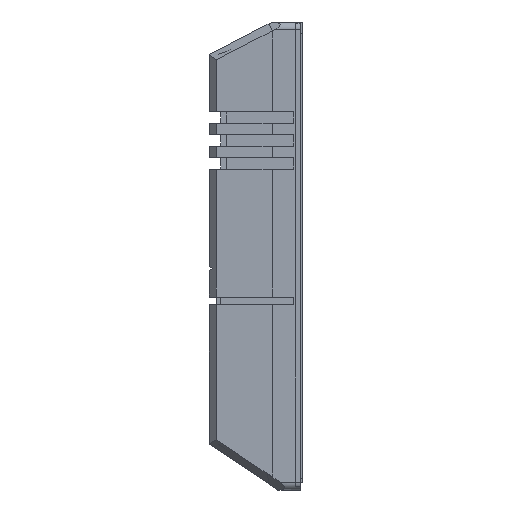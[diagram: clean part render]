
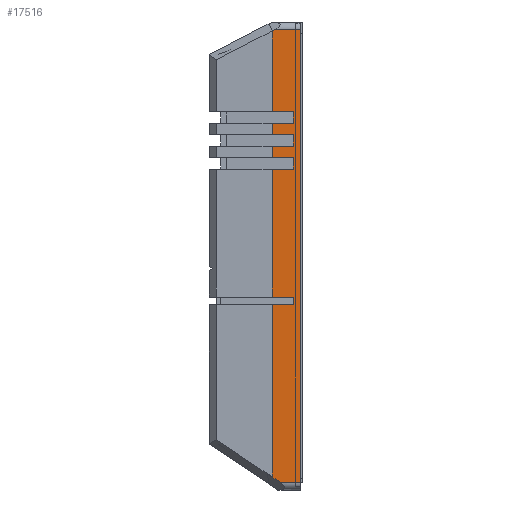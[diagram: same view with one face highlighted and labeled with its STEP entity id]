
A CAD part, left-side view. The second image highlights one B-rep face of the part: STEP entity #17516.
In plain terms, the highlighted planar face has unit normal (-0.997, 0.079, 0).
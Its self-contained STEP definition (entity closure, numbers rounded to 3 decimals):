
#1371=FACE_OUTER_BOUND('',#2360,.T.);
#2360=EDGE_LOOP('',(#13173,#13174,#13175,#13176,#13177,#13178,#13179,#13180,
#13181,#13182,#13183,#13184,#13185,#13186,#13187,#13188,#13189,#13190,#13191,
#13192,#13193,#13194,#13195));
#3504=LINE('',#23744,#5472);
#3902=LINE('',#25419,#5870);
#3928=LINE('',#25480,#5896);
#3936=LINE('',#25501,#5904);
#3937=LINE('',#25505,#5905);
#3938=LINE('',#25507,#5906);
#3939=LINE('',#25509,#5907);
#3940=LINE('',#25511,#5908);
#3941=LINE('',#25513,#5909);
#3942=LINE('',#25515,#5910);
#3943=LINE('',#25517,#5911);
#3944=LINE('',#25519,#5912);
#3945=LINE('',#25521,#5913);
#3946=LINE('',#25523,#5914);
#3947=LINE('',#25525,#5915);
#3948=LINE('',#25527,#5916);
#3949=LINE('',#25529,#5917);
#3950=LINE('',#25530,#5918);
#3951=LINE('',#25532,#5919);
#3952=LINE('',#25534,#5920);
#3953=LINE('',#25536,#5921);
#3954=LINE('',#25538,#5922);
#3955=LINE('',#25539,#5923);
#5472=VECTOR('',#19868,1000.);
#5870=VECTOR('',#20686,1000.);
#5896=VECTOR('',#20734,10.);
#5904=VECTOR('',#20754,10.);
#5905=VECTOR('',#20759,1000.);
#5906=VECTOR('',#20760,1000.);
#5907=VECTOR('',#20761,1000.);
#5908=VECTOR('',#20762,1000.);
#5909=VECTOR('',#20763,1000.);
#5910=VECTOR('',#20764,1000.);
#5911=VECTOR('',#20765,1000.);
#5912=VECTOR('',#20766,1000.);
#5913=VECTOR('',#20767,1000.);
#5914=VECTOR('',#20768,1000.);
#5915=VECTOR('',#20769,1000.);
#5916=VECTOR('',#20770,1000.);
#5917=VECTOR('',#20771,1000.);
#5918=VECTOR('',#20772,1000.);
#5919=VECTOR('',#20773,1000.);
#5920=VECTOR('',#20774,1000.);
#5921=VECTOR('',#20775,1000.);
#5922=VECTOR('',#20776,1000.);
#5923=VECTOR('',#20777,1000.);
#7323=VERTEX_POINT('',#23741);
#7324=VERTEX_POINT('',#23743);
#7807=VERTEX_POINT('',#25416);
#7808=VERTEX_POINT('',#25418);
#7832=VERTEX_POINT('',#25478);
#7839=VERTEX_POINT('',#25500);
#7840=VERTEX_POINT('',#25504);
#7841=VERTEX_POINT('',#25506);
#7842=VERTEX_POINT('',#25508);
#7843=VERTEX_POINT('',#25510);
#7844=VERTEX_POINT('',#25512);
#7845=VERTEX_POINT('',#25514);
#7846=VERTEX_POINT('',#25516);
#7847=VERTEX_POINT('',#25518);
#7848=VERTEX_POINT('',#25520);
#7849=VERTEX_POINT('',#25522);
#7850=VERTEX_POINT('',#25524);
#7851=VERTEX_POINT('',#25526);
#7852=VERTEX_POINT('',#25528);
#7853=VERTEX_POINT('',#25531);
#7854=VERTEX_POINT('',#25533);
#7855=VERTEX_POINT('',#25535);
#7856=VERTEX_POINT('',#25537);
#9188=EDGE_CURVE('',#7323,#7324,#3504,.T.);
#9800=EDGE_CURVE('',#7807,#7808,#3902,.T.);
#9832=EDGE_CURVE('',#7832,#7807,#3928,.T.);
#9843=EDGE_CURVE('',#7808,#7839,#3936,.T.);
#9845=EDGE_CURVE('',#7832,#7840,#3937,.T.);
#9846=EDGE_CURVE('',#7840,#7841,#3938,.T.);
#9847=EDGE_CURVE('',#7842,#7841,#3939,.T.);
#9848=EDGE_CURVE('',#7843,#7842,#3940,.T.);
#9849=EDGE_CURVE('',#7844,#7843,#3941,.T.);
#9850=EDGE_CURVE('',#7844,#7845,#3942,.T.);
#9851=EDGE_CURVE('',#7846,#7845,#3943,.T.);
#9852=EDGE_CURVE('',#7847,#7846,#3944,.T.);
#9853=EDGE_CURVE('',#7848,#7847,#3945,.T.);
#9854=EDGE_CURVE('',#7848,#7849,#3946,.T.);
#9855=EDGE_CURVE('',#7850,#7849,#3947,.T.);
#9856=EDGE_CURVE('',#7851,#7850,#3948,.T.);
#9857=EDGE_CURVE('',#7852,#7851,#3949,.T.);
#9858=EDGE_CURVE('',#7852,#7324,#3950,.T.);
#9859=EDGE_CURVE('',#7853,#7323,#3951,.T.);
#9860=EDGE_CURVE('',#7854,#7853,#3952,.T.);
#9861=EDGE_CURVE('',#7854,#7855,#3953,.T.);
#9862=EDGE_CURVE('',#7855,#7856,#3954,.F.);
#9863=EDGE_CURVE('',#7856,#7839,#3955,.T.);
#13173=ORIENTED_EDGE('',*,*,#9832,.F.);
#13174=ORIENTED_EDGE('',*,*,#9845,.T.);
#13175=ORIENTED_EDGE('',*,*,#9846,.T.);
#13176=ORIENTED_EDGE('',*,*,#9847,.F.);
#13177=ORIENTED_EDGE('',*,*,#9848,.F.);
#13178=ORIENTED_EDGE('',*,*,#9849,.F.);
#13179=ORIENTED_EDGE('',*,*,#9850,.T.);
#13180=ORIENTED_EDGE('',*,*,#9851,.F.);
#13181=ORIENTED_EDGE('',*,*,#9852,.F.);
#13182=ORIENTED_EDGE('',*,*,#9853,.F.);
#13183=ORIENTED_EDGE('',*,*,#9854,.T.);
#13184=ORIENTED_EDGE('',*,*,#9855,.F.);
#13185=ORIENTED_EDGE('',*,*,#9856,.F.);
#13186=ORIENTED_EDGE('',*,*,#9857,.F.);
#13187=ORIENTED_EDGE('',*,*,#9858,.T.);
#13188=ORIENTED_EDGE('',*,*,#9188,.F.);
#13189=ORIENTED_EDGE('',*,*,#9859,.F.);
#13190=ORIENTED_EDGE('',*,*,#9860,.F.);
#13191=ORIENTED_EDGE('',*,*,#9861,.T.);
#13192=ORIENTED_EDGE('',*,*,#9862,.T.);
#13193=ORIENTED_EDGE('',*,*,#9863,.T.);
#13194=ORIENTED_EDGE('',*,*,#9843,.F.);
#13195=ORIENTED_EDGE('',*,*,#9800,.F.);
#16835=PLANE('',#18663);
#17516=ADVANCED_FACE('',(#1371),#16835,.F.);
#18663=AXIS2_PLACEMENT_3D('',#25503,#20757,#20758);
#19868=DIRECTION('',(0.078,0.997,0.));
#20686=DIRECTION('',(0.,0.,-1.));
#20734=DIRECTION('',(-0.078,-0.997,0.));
#20754=DIRECTION('',(0.078,0.997,0.));
#20757=DIRECTION('center_axis',(0.997,-0.078,0.));
#20758=DIRECTION('ref_axis',(0.,0.,-1.));
#20759=DIRECTION('',(0.07,0.887,-0.457));
#20760=DIRECTION('',(0.,0.,-1.));
#20761=DIRECTION('',(0.078,0.997,0.));
#20762=DIRECTION('',(0.,0.,1.));
#20763=DIRECTION('',(-0.078,-0.997,0.));
#20764=DIRECTION('',(0.,0.,-1.));
#20765=DIRECTION('',(0.078,0.997,0.));
#20766=DIRECTION('',(0.,0.,1.));
#20767=DIRECTION('',(-0.078,-0.997,0.));
#20768=DIRECTION('',(0.,0.,-1.));
#20769=DIRECTION('',(0.078,0.997,0.));
#20770=DIRECTION('',(0.,0.,1.));
#20771=DIRECTION('',(-0.078,-0.997,0.));
#20772=DIRECTION('',(0.,0.,-1.));
#20773=DIRECTION('',(0.,0.,1.));
#20774=DIRECTION('',(-0.078,-0.997,0.));
#20775=DIRECTION('',(0.,0.,-1.));
#20776=DIRECTION('',(-0.065,-0.83,-0.553));
#20777=DIRECTION('',(-0.065,-0.83,-0.554));
#23741=CARTESIAN_POINT('',(-0.261,-22.008,59.908));
#23743=CARTESIAN_POINT('',(0.172,-16.5,59.908));
#23744=CARTESIAN_POINT('',(0.526,-12.004,59.908));
#25416=CARTESIAN_POINT('',(-0.418,-24.,129.908));
#25418=CARTESIAN_POINT('',(-0.418,-24.,11.408));
#25419=CARTESIAN_POINT('',(-0.418,-24.,131.908));
#25478=CARTESIAN_POINT('',(0.121,-17.148,129.908));
#25480=CARTESIAN_POINT('',(1.99,6.595,129.908));
#25500=CARTESIAN_POINT('',(0.007,-18.602,11.408));
#25501=CARTESIAN_POINT('',(0.815,-8.325,11.408));
#25503=CARTESIAN_POINT('Origin',(0.172,-16.5,131.908));
#25504=CARTESIAN_POINT('',(0.172,-16.5,129.575));
#25505=CARTESIAN_POINT('',(0.098,-17.445,130.062));
#25506=CARTESIAN_POINT('',(0.172,-16.5,108.408));
#25507=CARTESIAN_POINT('',(0.172,-16.5,131.908));
#25508=CARTESIAN_POINT('',(-0.261,-22.008,108.408));
#25509=CARTESIAN_POINT('',(0.487,-12.504,108.408));
#25510=CARTESIAN_POINT('',(-0.261,-22.008,105.408));
#25511=CARTESIAN_POINT('',(-0.261,-22.008,106.908));
#25512=CARTESIAN_POINT('',(0.172,-16.5,105.408));
#25513=CARTESIAN_POINT('',(0.487,-12.504,105.408));
#25514=CARTESIAN_POINT('',(0.172,-16.5,102.408));
#25515=CARTESIAN_POINT('',(0.172,-16.5,131.908));
#25516=CARTESIAN_POINT('',(-0.261,-22.008,102.408));
#25517=CARTESIAN_POINT('',(0.487,-12.504,102.408));
#25518=CARTESIAN_POINT('',(-0.261,-22.008,99.408));
#25519=CARTESIAN_POINT('',(-0.261,-22.008,100.908));
#25520=CARTESIAN_POINT('',(0.172,-16.5,99.408));
#25521=CARTESIAN_POINT('',(0.487,-12.504,99.408));
#25522=CARTESIAN_POINT('',(0.172,-16.5,96.408));
#25523=CARTESIAN_POINT('',(0.172,-16.5,131.908));
#25524=CARTESIAN_POINT('',(-0.261,-22.008,96.408));
#25525=CARTESIAN_POINT('',(0.487,-12.504,96.408));
#25526=CARTESIAN_POINT('',(-0.261,-22.008,93.408));
#25527=CARTESIAN_POINT('',(-0.261,-22.008,94.908));
#25528=CARTESIAN_POINT('',(0.172,-16.5,93.408));
#25529=CARTESIAN_POINT('',(0.487,-12.504,93.408));
#25530=CARTESIAN_POINT('',(0.172,-16.5,131.908));
#25531=CARTESIAN_POINT('',(-0.261,-22.008,57.908));
#25532=CARTESIAN_POINT('',(-0.261,-22.008,58.908));
#25533=CARTESIAN_POINT('',(0.172,-16.5,57.908));
#25534=CARTESIAN_POINT('',(0.526,-12.004,57.908));
#25535=CARTESIAN_POINT('',(0.172,-16.5,12.81));
#25536=CARTESIAN_POINT('',(0.172,-16.5,131.908));
#25537=CARTESIAN_POINT('',(0.263,-15.348,13.577));
#25538=CARTESIAN_POINT('',(4.48,38.232,49.295));
#25539=CARTESIAN_POINT('',(4.48,38.234,49.299));
